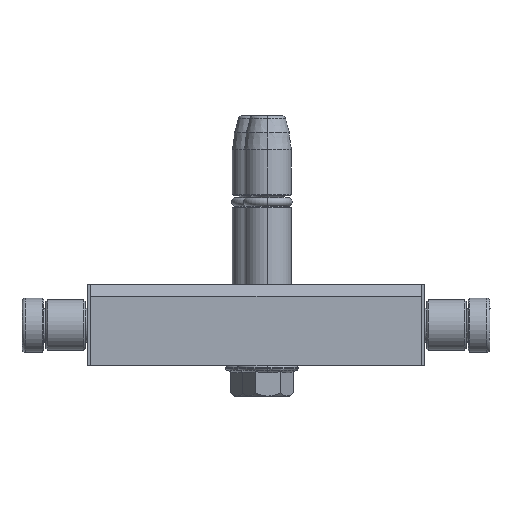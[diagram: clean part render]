
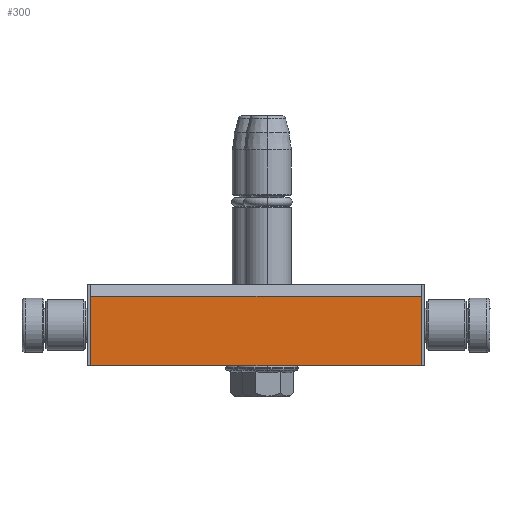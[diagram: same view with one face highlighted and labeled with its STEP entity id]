
A CAD part, left-side view. The second image highlights one B-rep face of the part: STEP entity #300.
In plain terms, the highlighted face is planar.
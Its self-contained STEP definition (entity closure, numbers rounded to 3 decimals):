
#300 = ADVANCED_FACE ( 'NONE', ( #12630 ), #10497, .T. ) ;
#642 = DIRECTION ( 'NONE',  ( 0., 0., 1. ) ) ;
#1365 = CARTESIAN_POINT ( 'NONE',  ( 78., 3.464, 24. ) ) ;
#1390 = VECTOR ( 'NONE', #25624, 1000. ) ;
#2097 = EDGE_LOOP ( 'NONE', ( #31133, #22769, #32229, #13627 ) ) ;
#2944 = VERTEX_POINT ( 'NONE', #1365 ) ;
#2949 = VECTOR ( 'NONE', #20920, 1000. ) ;
#3753 = LINE ( 'NONE', #7615, #2949 ) ;
#7615 = CARTESIAN_POINT ( 'NONE',  ( -20., 3.464, 24. ) ) ;
#8446 = LINE ( 'NONE', #10937, #12003 ) ;
#10235 = LINE ( 'NONE', #10604, #1390 ) ;
#10327 = CARTESIAN_POINT ( 'NONE',  ( 78., 3.464, 24. ) ) ;
#10497 = PLANE ( 'NONE',  #17365 ) ;
#10604 = CARTESIAN_POINT ( 'NONE',  ( -20., 24., 24. ) ) ;
#10720 = DIRECTION ( 'NONE',  ( 1., 0., 0. ) ) ;
#10937 = CARTESIAN_POINT ( 'NONE',  ( -20., 3.464, 24. ) ) ;
#12003 = VECTOR ( 'NONE', #29342, 1000. ) ;
#12630 = FACE_OUTER_BOUND ( 'NONE', #2097, .T. ) ;
#12878 = EDGE_CURVE ( 'NONE', #2944, #20254, #16625, .T. ) ;
#13627 = ORIENTED_EDGE ( 'NONE', *, *, #12878, .T. ) ;
#13919 = VERTEX_POINT ( 'NONE', #20226 ) ;
#14487 = EDGE_CURVE ( 'NONE', #25716, #13919, #3753, .T. ) ;
#15304 = DIRECTION ( 'NONE',  ( 0., 1., 0. ) ) ;
#16566 = EDGE_CURVE ( 'NONE', #25716, #2944, #8446, .T. ) ;
#16625 = LINE ( 'NONE', #10327, #23707 ) ;
#17365 = AXIS2_PLACEMENT_3D ( 'NONE', #23535, #642, #10720 ) ;
#20226 = CARTESIAN_POINT ( 'NONE',  ( -20., 24., 24. ) ) ;
#20254 = VERTEX_POINT ( 'NONE', #31001 ) ;
#20920 = DIRECTION ( 'NONE',  ( 0., 1., 0. ) ) ;
#22769 = ORIENTED_EDGE ( 'NONE', *, *, #14487, .F. ) ;
#23535 = CARTESIAN_POINT ( 'NONE',  ( -21., 0., 24. ) ) ;
#23707 = VECTOR ( 'NONE', #15304, 1000. ) ;
#25624 = DIRECTION ( 'NONE',  ( 1., 0., 0. ) ) ;
#25716 = VERTEX_POINT ( 'NONE', #31154 ) ;
#26262 = EDGE_CURVE ( 'NONE', #13919, #20254, #10235, .T. ) ;
#29342 = DIRECTION ( 'NONE',  ( 1., 0., 0. ) ) ;
#31001 = CARTESIAN_POINT ( 'NONE',  ( 78., 24., 24. ) ) ;
#31133 = ORIENTED_EDGE ( 'NONE', *, *, #26262, .F. ) ;
#31154 = CARTESIAN_POINT ( 'NONE',  ( -20., 3.464, 24. ) ) ;
#32229 = ORIENTED_EDGE ( 'NONE', *, *, #16566, .T. ) ;
